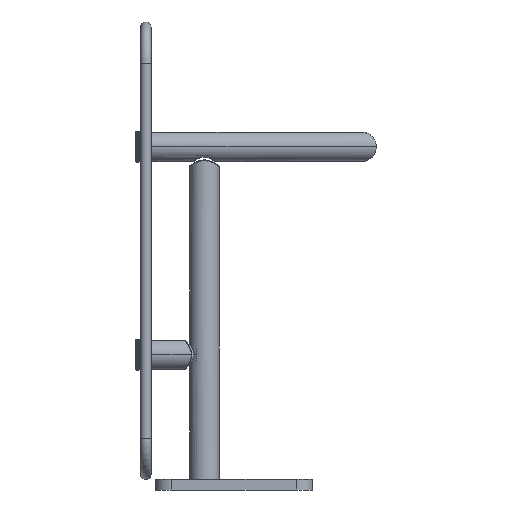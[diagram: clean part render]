
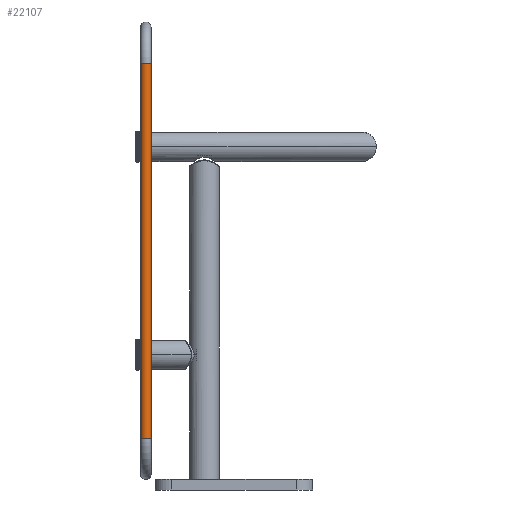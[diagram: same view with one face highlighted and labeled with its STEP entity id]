
A CAD part, left-side view. The second image highlights one B-rep face of the part: STEP entity #22107.
In plain terms, the highlighted cylindrical face has radius 3.175 mm (diameter 6.35 mm), a partial arc.
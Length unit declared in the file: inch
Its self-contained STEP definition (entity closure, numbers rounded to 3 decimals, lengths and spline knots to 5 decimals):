
#728=CARTESIAN_POINT('',(-11.875,1.28025,1.248));
#730=DIRECTION('',(0.,0.,1.));
#731=VECTOR('',#730,8.99991);
#732=CARTESIAN_POINT('',(-11.875,1.28025,1.24807));
#733=LINE('',#732,#731);
#870=CARTESIAN_POINT('',(-11.875,1.40525,10.248));
#871=DIRECTION('',(0.,0.,-1.));
#872=DIRECTION('',(0.,-1.,0.));
#873=AXIS2_PLACEMENT_3D('',#870,#871,#872);
#875=CARTESIAN_POINT('',(-11.875,1.40525,1.248));
#876=DIRECTION('',(0.,0.,-1.));
#877=DIRECTION('',(0.,-1.,0.));
#878=AXIS2_PLACEMENT_3D('',#875,#876,#877);
#1000=DIRECTION('',(0.,0.,1.));
#1001=VECTOR('',#1000,8.99989);
#1002=CARTESIAN_POINT('',(-11.875,1.53025,1.24808));
#1003=LINE('',#1002,#1001);
#1036=CARTESIAN_POINT('',(-11.875,1.53025,1.248));
#18334=VERTEX_POINT('',#728);
#18335=VERTEX_POINT('',#1036);
#18336=CARTESIAN_POINT('',(-11.875,1.28025,
10.24798));
#18337=VERTEX_POINT('',#18336);
#18338=CARTESIAN_POINT('',(-11.875,1.53025,
10.24797));
#18339=VERTEX_POINT('',#18338);
#22094=CARTESIAN_POINT('',(-11.875,1.40525,1.2074));
#22095=DIRECTION('',(0.,0.,1.));
#22096=DIRECTION('',(0.,-1.,0.));
#22097=AXIS2_PLACEMENT_3D('',#22094,#22095,#22096);
#22098=CYLINDRICAL_SURFACE('',#22097,0.125);
#22099=ORIENTED_EDGE('',*,*,#21988,.F.);
#22101=ORIENTED_EDGE('',*,*,#22100,.T.);
#22103=ORIENTED_EDGE('',*,*,#22102,.T.);
#22104=ORIENTED_EDGE('',*,*,#22086,.F.);
#22105=EDGE_LOOP('',(#22099,#22101,#22103,#22104));
#22106=FACE_OUTER_BOUND('',#22105,.F.);
#22107=ADVANCED_FACE('',(#22106),#22098,.T.);
#874=CIRCLE('',#873,0.125);
#879=CIRCLE('',#878,0.125);
#21988=EDGE_CURVE('',#18334,#18337,#733,.T.);
#22086=EDGE_CURVE('',#18337,#18339,#874,.T.);
#22100=EDGE_CURVE('',#18334,#18335,#879,.T.);
#22102=EDGE_CURVE('',#18335,#18339,#1003,.T.);
